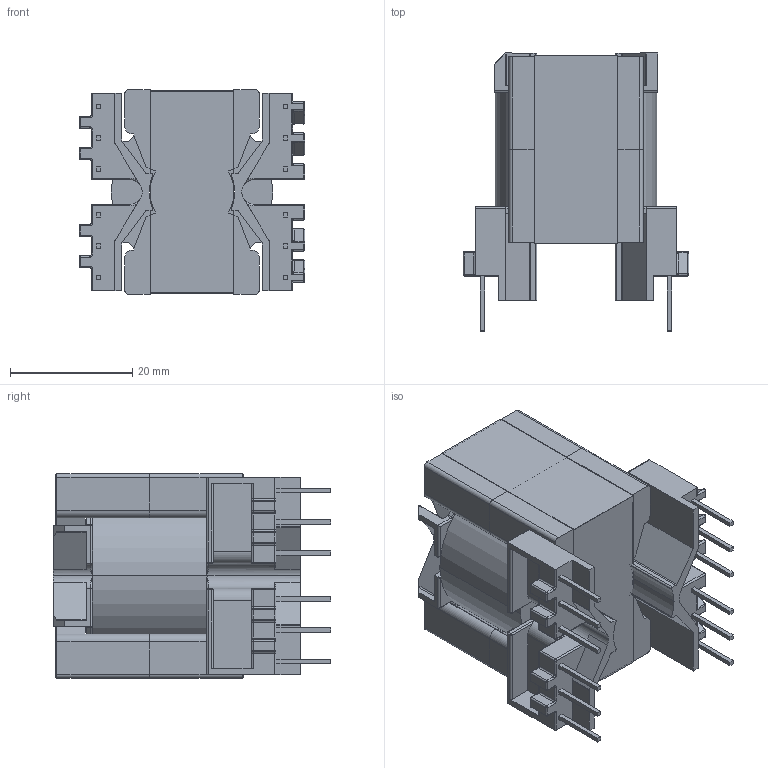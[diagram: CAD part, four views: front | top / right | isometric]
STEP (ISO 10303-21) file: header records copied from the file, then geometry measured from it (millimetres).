
FILE_DESCRIPTION (( 'STEP AP214' ), '1' );
FILE_NAME ('PQ3230_6962.STEP', '2020-04-07T21:01:58', ( '' ), ( '' ), 'SwSTEP 2.0', 'SolidWorks 2017', '' );
FILE_SCHEMA (( 'AUTOMOTIVE_DESIGN' ));
Length unit declared in the file: inch
Products named in the file (5): 070-6962_6A; 070-4796_coil; 150-2411_6A; 440-8054-2411; PQ3230_6962
Assembly tree (5 placements, depth 2):
  PQ3230_6962
    070-6962_6A
    070-4796_coil
    150-2411_6A  x2
    440-8054-2411
Bounding box: 36.94 x 45.48 x 33.5 mm (x, y, z)
Volume: 25117.3 mm3; surface area: 21682.2 mm2
Topology: 5 solids, 5 shells, 711 faces, 1815 edges, 1076 vertices
Faces by surface type: plane 307, cylinder 262, torus 54, sphere 50, bspline 38
Entity records: 21653 total; most frequent: CARTESIAN_POINT 5046, DIRECTION 3341, ORIENTED_EDGE 3266, EDGE_CURVE 1633, AXIS2_PLACEMENT_3D 1191, VERTEX_POINT 986, LINE 959, VECTOR 959
